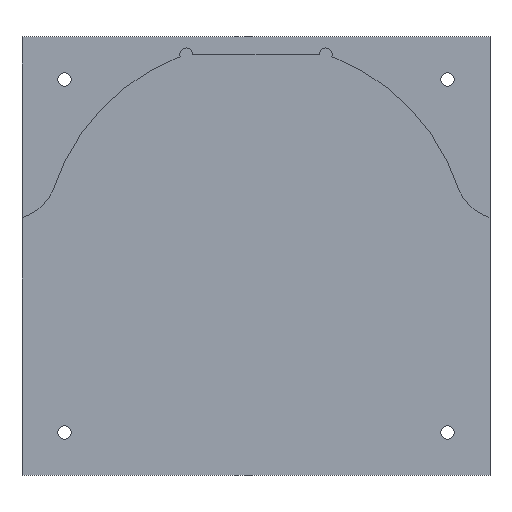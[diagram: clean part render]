
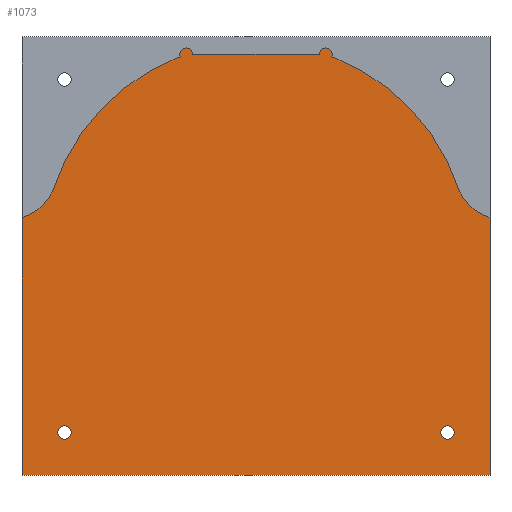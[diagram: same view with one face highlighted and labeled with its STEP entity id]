
A CAD part, top view. The second image highlights one B-rep face of the part: STEP entity #1073.
In plain terms, the highlighted planar face has unit normal (0, 0, 1).
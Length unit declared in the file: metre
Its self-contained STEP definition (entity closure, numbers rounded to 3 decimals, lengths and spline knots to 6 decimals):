
#38=LINE('',#1571,#156);
#39=LINE('',#1574,#157);
#40=LINE('',#1576,#158);
#41=LINE('',#1578,#159);
#156=VECTOR('',#1263,1.);
#157=VECTOR('',#1264,1.);
#158=VECTOR('',#1265,1.);
#159=VECTOR('',#1266,1.);
#274=ORIENTED_EDGE('',*,*,#574,.T.);
#275=ORIENTED_EDGE('',*,*,#575,.F.);
#276=ORIENTED_EDGE('',*,*,#576,.F.);
#277=ORIENTED_EDGE('',*,*,#577,.T.);
#278=ORIENTED_EDGE('',*,*,#578,.T.);
#279=ORIENTED_EDGE('',*,*,#579,.F.);
#280=ORIENTED_EDGE('',*,*,#580,.F.);
#281=ORIENTED_EDGE('',*,*,#581,.T.);
#574=EDGE_CURVE('',#724,#724,#828,.T.);
#575=EDGE_CURVE('',#725,#725,#829,.T.);
#576=EDGE_CURVE('',#726,#727,#38,.T.);
#577=EDGE_CURVE('',#726,#728,#39,.T.);
#578=EDGE_CURVE('',#728,#729,#40,.T.);
#579=EDGE_CURVE('',#727,#729,#41,.T.);
#580=EDGE_CURVE('',#730,#730,#830,.T.);
#581=EDGE_CURVE('',#731,#731,#831,.T.);
#724=VERTEX_POINT('',#1568);
#725=VERTEX_POINT('',#1570);
#726=VERTEX_POINT('',#1572);
#727=VERTEX_POINT('',#1573);
#728=VERTEX_POINT('',#1575);
#729=VERTEX_POINT('',#1577);
#730=VERTEX_POINT('',#1580);
#731=VERTEX_POINT('',#1582);
#828=CIRCLE('',#1161,0.0016);
#829=CIRCLE('',#1162,0.0016);
#830=CIRCLE('',#1163,0.0016);
#831=CIRCLE('',#1164,0.0016);
#860=EDGE_LOOP('',(#274));
#861=EDGE_LOOP('',(#275));
#862=EDGE_LOOP('',(#276,#277,#278,#279));
#863=EDGE_LOOP('',(#280));
#864=EDGE_LOOP('',(#281));
#944=FACE_BOUND('',#860,.T.);
#945=FACE_BOUND('',#861,.T.);
#946=FACE_BOUND('',#862,.T.);
#947=FACE_BOUND('',#863,.T.);
#948=FACE_BOUND('',#864,.T.);
#1028=PLANE('',#1160);
#1073=ADVANCED_FACE('',(#944,#945,#946,#947,#948),#1028,.T.);
#1160=AXIS2_PLACEMENT_3D('',#1566,#1257,#1258);
#1161=AXIS2_PLACEMENT_3D('',#1567,#1259,#1260);
#1162=AXIS2_PLACEMENT_3D('',#1569,#1261,#1262);
#1163=AXIS2_PLACEMENT_3D('',#1579,#1267,#1268);
#1164=AXIS2_PLACEMENT_3D('',#1581,#1269,#1270);
#1257=DIRECTION('',(0.,0.,1.));
#1258=DIRECTION('',(1.,0.,0.));
#1259=DIRECTION('',(0.,0.,-1.));
#1260=DIRECTION('',(1.,0.,0.));
#1261=DIRECTION('',(0.,0.,1.));
#1262=DIRECTION('',(1.,0.,0.));
#1263=DIRECTION('',(0.,-1.,0.));
#1264=DIRECTION('',(-1.,0.,0.));
#1265=DIRECTION('',(0.,-1.,0.));
#1266=DIRECTION('',(-1.,0.,0.));
#1267=DIRECTION('',(0.,0.,1.));
#1268=DIRECTION('',(1.,0.,0.));
#1269=DIRECTION('',(0.,0.,-1.));
#1270=DIRECTION('',(1.,0.,0.));
#1566=CARTESIAN_POINT('',(0.,0.,0.005));
#1567=CARTESIAN_POINT('',(-0.045,0.0415,0.005));
#1568=CARTESIAN_POINT('',(-0.0434,0.0415,0.005));
#1569=CARTESIAN_POINT('',(0.045,0.0415,0.005));
#1570=CARTESIAN_POINT('',(0.0466,0.0415,0.005));
#1571=CARTESIAN_POINT('',(0.055,0.,0.005));
#1572=CARTESIAN_POINT('',(0.055,0.0515,0.005));
#1573=CARTESIAN_POINT('',(0.055,-0.0515,0.005));
#1574=CARTESIAN_POINT('',(0.,0.0515,0.005));
#1575=CARTESIAN_POINT('',(-0.055,0.0515,0.005));
#1576=CARTESIAN_POINT('',(-0.055,0.,0.005));
#1577=CARTESIAN_POINT('',(-0.055,-0.0515,0.005));
#1578=CARTESIAN_POINT('',(0.,-0.0515,0.005));
#1579=CARTESIAN_POINT('',(-0.045,-0.0415,0.005));
#1580=CARTESIAN_POINT('',(-0.0434,-0.0415,0.005));
#1581=CARTESIAN_POINT('',(0.045,-0.0415,0.005));
#1582=CARTESIAN_POINT('',(0.0466,-0.0415,0.005));
